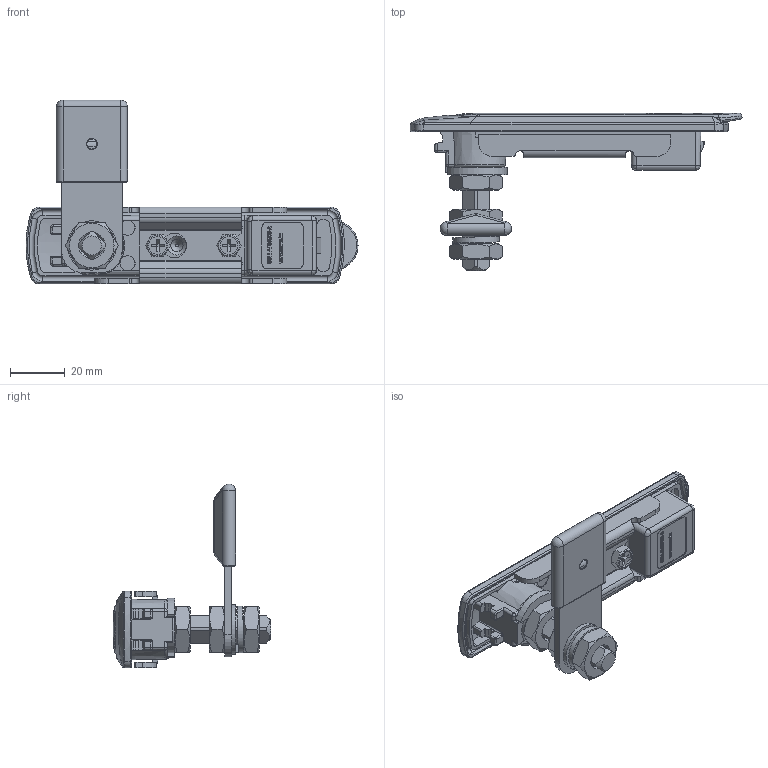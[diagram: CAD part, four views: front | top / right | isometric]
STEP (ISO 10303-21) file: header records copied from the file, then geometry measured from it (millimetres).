
FILE_DESCRIPTION(/* description */ (''),/* implementation_level */ '2;1');
FILE_NAME(/* name */ 'SBH-AF3620B-2 v1.step',/* time_stamp */ '2024-06-24T08:56:49+09:00',/* author */ (''),/* organization */ (''),/* preprocessor_version */ 'ST-DEVELOPER v20',/* originating_system */ 'Autodesk Translation Framework v13.14.0.145',/* authorisation */ '');
FILE_SCHEMA (('AUTOMOTIVE_DESIGN { 1 0 10303 214 3 1 1 }'));
Products named in the file (14): SBH-AF3620B-2; 베이스; 핸들; 회전캠(볼트형); 키코어; W1B5300V; KD902-P-3; AB402-1X-PT; 볼트2; 브라켓; 캠와셔; Nut_M10_19356; 스프링와셔_2.0Tx17x10.8; Washer_1.5Tx18x10.4
Assembly tree (16 placements, depth 3):
  SBH-AF3620B-2
    베이스
    핸들
    회전캠(볼트형)
    키코어
    W1B5300V
      KD902-P-3
      AB402-1X-PT
    볼트2  x2
    브라켓
    캠와셔
    Nut_M10_19356  x3
    스프링와셔_2.0Tx17x10.8
    Washer_1.5Tx18x10.4
Bounding box: 121 x 57.4 x 66.99 mm (x, y, z)
Volume: 37722.6 mm3; surface area: 40677.6 mm2
Topology: 20 solids, 20 shells, 1614 faces, 4236 edges, 2725 vertices
Faces by surface type: plane 679, bspline 485, cylinder 336, torus 56, cone 38, sphere 20
Full cylindrical faces by diameter (mm): 1 x1, 3 x2, 3.1 x3, 3.5 x2, 4 x1, 4.2 x2, 4.5 x2, 5 x2, 5.5 x4, 5.85 x1, 6.5 x2, 7 x2, 8.376 x3, 9.8 x1, 10.4 x1, 13.3 x1, 13.4 x1, 14 x1, 14.2 x1, 14.3 x1, 14.4 x1, 18 x1
Entity records: 66669 total; most frequent: CARTESIAN_POINT 30508, ORIENTED_EDGE 8226, DIRECTION 6218, EDGE_CURVE 4113, VERTEX_POINT 2647, LINE 2136, VECTOR 2136, AXIS2_PLACEMENT_3D 2041
